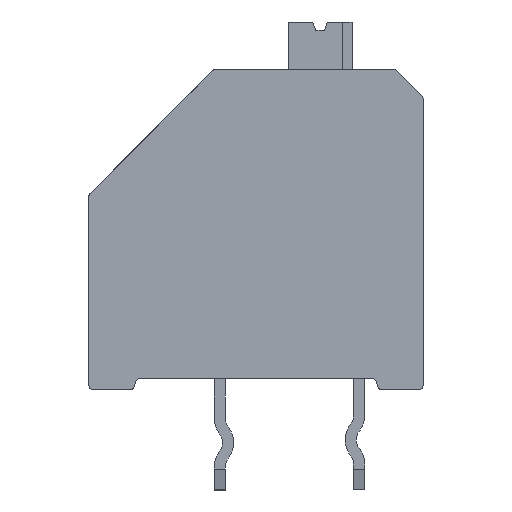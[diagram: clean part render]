
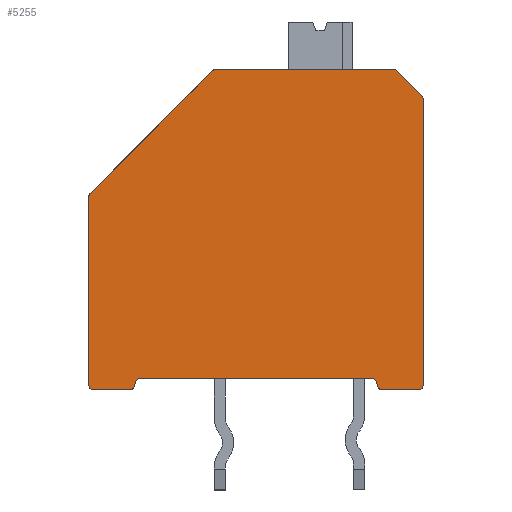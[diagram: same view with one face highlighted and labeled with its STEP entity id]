
A CAD part, front view. The second image highlights one B-rep face of the part: STEP entity #5255.
In plain terms, the highlighted planar face has unit normal (0, -1, 0).
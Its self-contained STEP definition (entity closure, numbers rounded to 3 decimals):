
#215=CIRCLE('',#5447,0.17);
#216=CIRCLE('',#5449,0.17);
#217=CIRCLE('',#5452,0.17);
#218=CIRCLE('',#5455,0.17);
#219=CIRCLE('',#5457,0.17);
#222=CIRCLE('',#5463,0.17);
#235=CIRCLE('',#5501,0.17);
#236=CIRCLE('',#5509,0.17);
#239=CIRCLE('',#5515,0.17);
#244=CIRCLE('',#5532,0.17);
#635=ORIENTED_EDGE('',*,*,#1508,.F.);
#636=ORIENTED_EDGE('',*,*,#1520,.T.);
#637=ORIENTED_EDGE('',*,*,#1540,.T.);
#638=ORIENTED_EDGE('',*,*,#1528,.F.);
#639=ORIENTED_EDGE('',*,*,#1617,.T.);
#640=ORIENTED_EDGE('',*,*,#1620,.F.);
#641=ORIENTED_EDGE('',*,*,#1619,.T.);
#642=ORIENTED_EDGE('',*,*,#1524,.T.);
#643=ORIENTED_EDGE('',*,*,#1517,.F.);
#644=ORIENTED_EDGE('',*,*,#1602,.T.);
#645=ORIENTED_EDGE('',*,*,#1603,.T.);
#646=ORIENTED_EDGE('',*,*,#1511,.T.);
#647=ORIENTED_EDGE('',*,*,#1529,.F.);
#648=ORIENTED_EDGE('',*,*,#1514,.T.);
#649=ORIENTED_EDGE('',*,*,#1643,.F.);
#650=ORIENTED_EDGE('',*,*,#1648,.T.);
#651=ORIENTED_EDGE('',*,*,#1605,.F.);
#652=ORIENTED_EDGE('',*,*,#1625,.T.);
#653=ORIENTED_EDGE('',*,*,#1578,.T.);
#654=ORIENTED_EDGE('',*,*,#1534,.T.);
#1508=EDGE_CURVE('',#2065,#2066,#2427,.T.);
#1511=EDGE_CURVE('',#2068,#2067,#215,.T.);
#1514=EDGE_CURVE('',#2070,#2069,#216,.T.);
#1517=EDGE_CURVE('',#2071,#2072,#2434,.T.);
#1520=EDGE_CURVE('',#2065,#2073,#217,.T.);
#1524=EDGE_CURVE('',#2076,#2072,#218,.T.);
#1528=EDGE_CURVE('',#2078,#2077,#219,.T.);
#1529=EDGE_CURVE('',#2070,#2067,#2443,.T.);
#1534=EDGE_CURVE('',#2083,#2066,#222,.T.);
#1540=EDGE_CURVE('',#2073,#2077,#2449,.T.);
#1578=EDGE_CURVE('',#2116,#2083,#2480,.T.);
#1602=EDGE_CURVE('',#2071,#2132,#235,.T.);
#1603=EDGE_CURVE('',#2132,#2068,#2493,.T.);
#1605=EDGE_CURVE('',#2133,#2134,#2495,.T.);
#1617=EDGE_CURVE('',#2078,#2140,#2507,.T.);
#1619=EDGE_CURVE('',#2141,#2076,#2509,.T.);
#1620=EDGE_CURVE('',#2141,#2140,#236,.T.);
#1625=EDGE_CURVE('',#2133,#2116,#239,.T.);
#1643=EDGE_CURVE('',#2149,#2069,#2523,.T.);
#1648=EDGE_CURVE('',#2149,#2134,#244,.T.);
#2065=VERTEX_POINT('',#7090);
#2066=VERTEX_POINT('',#7092);
#2067=VERTEX_POINT('',#7096);
#2068=VERTEX_POINT('',#7098);
#2069=VERTEX_POINT('',#7102);
#2070=VERTEX_POINT('',#7104);
#2071=VERTEX_POINT('',#7108);
#2072=VERTEX_POINT('',#7110);
#2073=VERTEX_POINT('',#7114);
#2076=VERTEX_POINT('',#7124);
#2077=VERTEX_POINT('',#7128);
#2078=VERTEX_POINT('',#7130);
#2083=VERTEX_POINT('',#7145);
#2116=VERTEX_POINT('',#7235);
#2132=VERTEX_POINT('',#7304);
#2133=VERTEX_POINT('',#7310);
#2134=VERTEX_POINT('',#7312);
#2140=VERTEX_POINT('',#7332);
#2141=VERTEX_POINT('',#7336);
#2149=VERTEX_POINT('',#7381);
#2427=LINE('',#7091,#2801);
#2434=LINE('',#7109,#2808);
#2443=LINE('',#7133,#2817);
#2449=LINE('',#7157,#2823);
#2480=LINE('',#7234,#2854);
#2493=LINE('',#7307,#2867);
#2495=LINE('',#7311,#2869);
#2507=LINE('',#7333,#2881);
#2509=LINE('',#7337,#2883);
#2523=LINE('',#7382,#2897);
#2801=VECTOR('',#5888,1000.);
#2808=VECTOR('',#5905,1000.);
#2817=VECTOR('',#5930,1000.);
#2823=VECTOR('',#5954,1000.);
#2854=VECTOR('',#6021,1000.);
#2867=VECTOR('',#6068,1000.);
#2869=VECTOR('',#6072,1000.);
#2881=VECTOR('',#6090,1000.);
#2883=VECTOR('',#6094,1000.);
#2897=VECTOR('',#6154,1000.);
#3211=EDGE_LOOP('',(#635,#636,#637,#638,#639,#640,#641,#642,#643,#644,#645,
#646,#647,#648,#649,#650,#651,#652,#653,#654));
#3435=FACE_BOUND('',#3211,.T.);
#3637=PLANE('',#5531);
#5255=ADVANCED_FACE('',(#3435),#3637,.T.);
#5447=AXIS2_PLACEMENT_3D('',#7097,#5893,#5894);
#5449=AXIS2_PLACEMENT_3D('',#7103,#5899,#5900);
#5452=AXIS2_PLACEMENT_3D('',#7115,#5910,#5911);
#5455=AXIS2_PLACEMENT_3D('',#7123,#5919,#5920);
#5457=AXIS2_PLACEMENT_3D('',#7131,#5926,#5927);
#5463=AXIS2_PLACEMENT_3D('',#7144,#5941,#5942);
#5501=AXIS2_PLACEMENT_3D('',#7305,#6064,#6065);
#5509=AXIS2_PLACEMENT_3D('',#7339,#6097,#6098);
#5515=AXIS2_PLACEMENT_3D('',#7347,#6111,#6112);
#5531=AXIS2_PLACEMENT_3D('',#7389,#6159,#6160);
#5532=AXIS2_PLACEMENT_3D('',#7390,#6161,#6162);
#5888=DIRECTION('',(-1.,0.,0.));
#5893=DIRECTION('',(0.,-1.,0.));
#5894=DIRECTION('',(0.,0.,-1.));
#5899=DIRECTION('',(0.,-1.,0.));
#5900=DIRECTION('',(0.,0.,-1.));
#5905=DIRECTION('',(-1.,0.,0.));
#5910=DIRECTION('',(0.,-1.,0.));
#5911=DIRECTION('',(0.,0.,-1.));
#5919=DIRECTION('',(0.,-1.,0.));
#5920=DIRECTION('',(0.,0.,-1.));
#5926=DIRECTION('',(0.,-1.,0.));
#5927=DIRECTION('',(0.,0.,-1.));
#5930=DIRECTION('',(0.707,0.,-0.707));
#5941=DIRECTION('',(0.,-1.,0.));
#5942=DIRECTION('',(0.,0.,-1.));
#5954=DIRECTION('',(0.259,0.,0.966));
#6021=DIRECTION('',(0.,0.,-1.));
#6064=DIRECTION('',(0.,-1.,0.));
#6065=DIRECTION('',(0.,0.,-1.));
#6068=DIRECTION('',(0.,0.,1.));
#6072=DIRECTION('',(0.707,0.,0.707));
#6090=DIRECTION('',(1.,0.,0.));
#6094=DIRECTION('',(0.259,0.,-0.966));
#6097=DIRECTION('',(0.,-1.,0.));
#6098=DIRECTION('',(0.,0.,-1.));
#6111=DIRECTION('',(0.,-1.,0.));
#6112=DIRECTION('',(0.,0.,-1.));
#6154=DIRECTION('',(1.,0.,0.));
#6159=DIRECTION('',(0.,-1.,0.));
#6160=DIRECTION('',(0.,0.,-1.));
#6161=DIRECTION('',(0.,-1.,0.));
#6162=DIRECTION('',(0.,0.,-1.));
#7090=CARTESIAN_POINT('',(1.47,-5.31,-0.17));
#7091=CARTESIAN_POINT('',(6.,-5.31,-0.17));
#7092=CARTESIAN_POINT('',(0.17,-5.31,-0.17));
#7096=CARTESIAN_POINT('',(11.95,-5.31,10.38));
#7097=CARTESIAN_POINT('',(11.83,-5.31,10.26));
#7098=CARTESIAN_POINT('',(12.,-5.31,10.26));
#7102=CARTESIAN_POINT('',(10.93,-5.31,11.33));
#7103=CARTESIAN_POINT('',(10.93,-5.31,11.16));
#7104=CARTESIAN_POINT('',(11.05,-5.31,11.28));
#7108=CARTESIAN_POINT('',(11.83,-5.31,-0.17));
#7109=CARTESIAN_POINT('',(6.,-5.31,-0.17));
#7110=CARTESIAN_POINT('',(10.53,-5.31,-0.17));
#7114=CARTESIAN_POINT('',(1.634,-5.31,-0.044));
#7115=CARTESIAN_POINT('',(1.47,-5.31,0.));
#7123=CARTESIAN_POINT('',(10.53,-5.31,0.));
#7124=CARTESIAN_POINT('',(10.366,-5.31,-0.044));
#7128=CARTESIAN_POINT('',(1.673,-5.31,0.104));
#7130=CARTESIAN_POINT('',(1.838,-5.31,0.23));
#7131=CARTESIAN_POINT('',(1.838,-5.31,0.06));
#7133=CARTESIAN_POINT('',(11.5,-5.31,10.83));
#7144=CARTESIAN_POINT('',(0.17,-5.31,0.));
#7145=CARTESIAN_POINT('',(0.,-5.31,0.));
#7157=CARTESIAN_POINT('',(1.707,-5.31,0.23));
#7234=CARTESIAN_POINT('',(0.,-5.31,13.03));
#7235=CARTESIAN_POINT('',(0.,-5.31,6.76));
#7304=CARTESIAN_POINT('',(12.,-5.31,0.));
#7305=CARTESIAN_POINT('',(11.83,-5.31,0.));
#7307=CARTESIAN_POINT('',(12.,-5.31,-3.77));
#7310=CARTESIAN_POINT('',(0.05,-5.31,6.88));
#7311=CARTESIAN_POINT('',(1.847,-5.31,8.677));
#7312=CARTESIAN_POINT('',(4.45,-5.31,11.28));
#7332=CARTESIAN_POINT('',(10.162,-5.31,0.23));
#7333=CARTESIAN_POINT('',(10.493,-5.31,0.23));
#7336=CARTESIAN_POINT('',(10.327,-5.31,0.104));
#7337=CARTESIAN_POINT('',(10.774,-5.31,-1.566));
#7339=CARTESIAN_POINT('',(10.162,-5.31,0.06));
#7347=CARTESIAN_POINT('',(0.17,-5.31,6.76));
#7381=CARTESIAN_POINT('',(4.57,-5.31,11.33));
#7382=CARTESIAN_POINT('',(4.5,-5.31,11.33));
#7389=CARTESIAN_POINT('',(0.,-5.31,0.));
#7390=CARTESIAN_POINT('',(4.57,-5.31,11.16));
